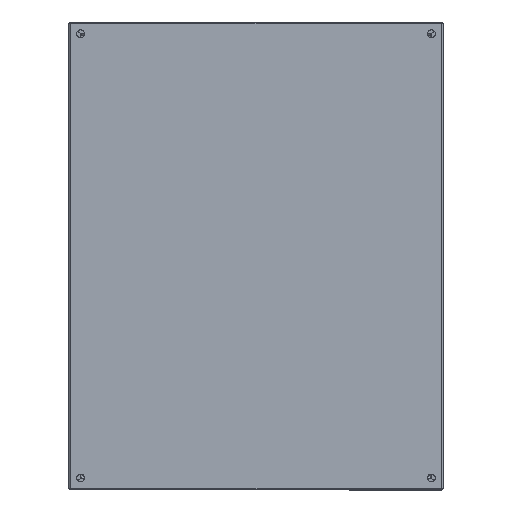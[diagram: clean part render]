
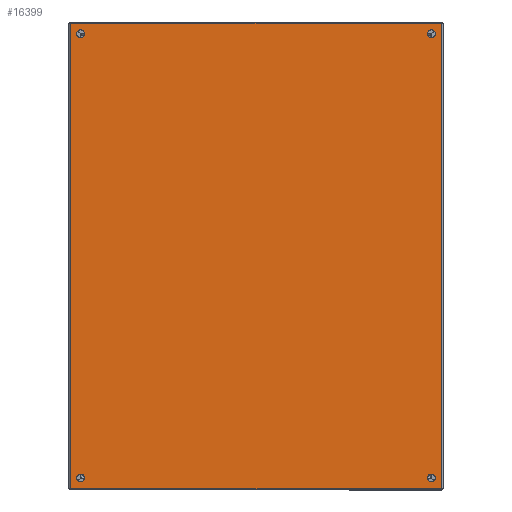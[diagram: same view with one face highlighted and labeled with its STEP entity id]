
A CAD part, top view. The second image highlights one B-rep face of the part: STEP entity #16399.
In plain terms, the highlighted face is planar.
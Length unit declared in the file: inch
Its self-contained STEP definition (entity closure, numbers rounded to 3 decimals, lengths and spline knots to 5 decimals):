
#434 = LINE ( 'NONE', #31866, #31880 ) ;
#757 = CARTESIAN_POINT ( 'NONE',  ( 0., 0.75, 14. ) ) ;
#1152 = DIRECTION ( 'NONE',  ( 0., 0., -1. ) ) ;
#1278 = DIRECTION ( 'NONE',  ( 1., 0., 0. ) ) ;
#1342 = DIRECTION ( 'NONE',  ( 1., 0., 0. ) ) ;
#1348 = DIRECTION ( 'NONE',  ( 1., 0., 0. ) ) ;
#1390 = DIRECTION ( 'NONE',  ( 1., 0., 0. ) ) ;
#1624 = CARTESIAN_POINT ( 'NONE',  ( 0., 23.25, 14.5 ) ) ;
#1819 = ORIENTED_EDGE ( 'NONE', *, *, #36356, .F. ) ;
#1900 = AXIS2_PLACEMENT_3D ( 'NONE', #9154, #3953, #9503 ) ;
#1909 = CARTESIAN_POINT ( 'NONE',  ( 0., 0.108, 14.928 ) ) ;
#2232 = ORIENTED_EDGE ( 'NONE', *, *, #28383, .T. ) ;
#2285 = DIRECTION ( 'NONE',  ( 0., 0., -1. ) ) ;
#2332 = ORIENTED_EDGE ( 'NONE', *, *, #25929, .T. ) ;
#2431 = AXIS2_PLACEMENT_3D ( 'NONE', #30591, #22157, #11437 ) ;
#2576 = VERTEX_POINT ( 'NONE', #34048 ) ;
#3366 = VERTEX_POINT ( 'NONE', #5752 ) ;
#3451 = AXIS2_PLACEMENT_3D ( 'NONE', #26646, #1342, #23923 ) ;
#3513 = CARTESIAN_POINT ( 'NONE',  ( 0., 0.75, -14.25 ) ) ;
#3542 = CARTESIAN_POINT ( 'NONE',  ( 0., 23.928, 14.928 ) ) ;
#3604 = EDGE_LOOP ( 'NONE', ( #24044, #19997 ) ) ;
#3953 = DIRECTION ( 'NONE',  ( 1., 0., 0. ) ) ;
#3974 = VERTEX_POINT ( 'NONE', #757 ) ;
#4999 = CARTESIAN_POINT ( 'NONE',  ( 0., 0.108, -14.928 ) ) ;
#5098 = CARTESIAN_POINT ( 'NONE',  ( 0., 23.25, 14. ) ) ;
#5752 = CARTESIAN_POINT ( 'NONE',  ( 0., 0.108, -14.928 ) ) ;
#5908 = EDGE_CURVE ( 'NONE', #32737, #30039, #33722, .T. ) ;
#6316 = AXIS2_PLACEMENT_3D ( 'NONE', #29278, #1348, #1152 ) ;
#7361 = EDGE_CURVE ( 'NONE', #2576, #9651, #19815, .T. ) ;
#7721 = ORIENTED_EDGE ( 'NONE', *, *, #24475, .F. ) ;
#7881 = CARTESIAN_POINT ( 'NONE',  ( 0., 23.25, 14.25 ) ) ;
#7913 = CIRCLE ( 'NONE', #17395, 0.25 ) ;
#8535 = CARTESIAN_POINT ( 'NONE',  ( 0., 0.75, -14. ) ) ;
#9154 = CARTESIAN_POINT ( 'NONE',  ( 0., 23.25, 14.25 ) ) ;
#9227 = CARTESIAN_POINT ( 'NONE',  ( 0., 0.75, -14.5 ) ) ;
#9439 = ORIENTED_EDGE ( 'NONE', *, *, #16910, .T. ) ;
#9503 = DIRECTION ( 'NONE',  ( 0., 0., -1. ) ) ;
#9651 = VERTEX_POINT ( 'NONE', #26244 ) ;
#9712 = VERTEX_POINT ( 'NONE', #1624 ) ;
#10214 = CIRCLE ( 'NONE', #1900, 0.25 ) ;
#11310 = DIRECTION ( 'NONE',  ( 0., 0., -1. ) ) ;
#11437 = DIRECTION ( 'NONE',  ( 0., 0., -1. ) ) ;
#11506 = DIRECTION ( 'NONE',  ( 1., 0., 0. ) ) ;
#11679 = DIRECTION ( 'NONE',  ( 0., 0., 1. ) ) ;
#11897 = CARTESIAN_POINT ( 'NONE',  ( 0., 0.75, 14.25 ) ) ;
#12134 = CIRCLE ( 'NONE', #27973, 0.25 ) ;
#12785 = ORIENTED_EDGE ( 'NONE', *, *, #7361, .T. ) ;
#12842 = CIRCLE ( 'NONE', #3451, 0.25 ) ;
#13342 = LINE ( 'NONE', #4999, #13845 ) ;
#13845 = VECTOR ( 'NONE', #23552, 39.37008 ) ;
#14469 = AXIS2_PLACEMENT_3D ( 'NONE', #20903, #25556, #15203 ) ;
#15075 = DIRECTION ( 'NONE',  ( 0., 1., 0. ) ) ;
#15203 = DIRECTION ( 'NONE',  ( 0., 0., -1. ) ) ;
#15604 = VERTEX_POINT ( 'NONE', #5098 ) ;
#15998 = FACE_BOUND ( 'NONE', #19491, .T. ) ;
#16040 = DIRECTION ( 'NONE',  ( 0., 0., -1. ) ) ;
#16399 = ADVANCED_FACE ( 'NONE', ( #34822, #29448, #26829, #15998, #32770 ), #32420, .F. ) ;
#16910 = EDGE_CURVE ( 'NONE', #30039, #32737, #25134, .T. ) ;
#17395 = AXIS2_PLACEMENT_3D ( 'NONE', #7881, #27215, #2285 ) ;
#18773 = CARTESIAN_POINT ( 'NONE',  ( 0., 23.892, 14.928 ) ) ;
#18956 = ORIENTED_EDGE ( 'NONE', *, *, #5908, .T. ) ;
#19491 = EDGE_LOOP ( 'NONE', ( #18956, #9439 ) ) ;
#19815 = CIRCLE ( 'NONE', #14469, 0.25 ) ;
#19997 = ORIENTED_EDGE ( 'NONE', *, *, #28110, .T. ) ;
#20020 = VECTOR ( 'NONE', #11679, 39.37008 ) ;
#20328 = AXIS2_PLACEMENT_3D ( 'NONE', #11897, #1278, #29033 ) ;
#20903 = CARTESIAN_POINT ( 'NONE',  ( 0., 23.25, -14.25 ) ) ;
#22157 = DIRECTION ( 'NONE',  ( 1., 0., 0. ) ) ;
#22763 = EDGE_CURVE ( 'NONE', #25075, #23491, #28857, .T. ) ;
#23056 = EDGE_LOOP ( 'NONE', ( #1819, #27554, #7721, #2332 ) ) ;
#23089 = VERTEX_POINT ( 'NONE', #36374 ) ;
#23153 = EDGE_CURVE ( 'NONE', #3974, #23089, #12134, .T. ) ;
#23491 = VERTEX_POINT ( 'NONE', #18773 ) ;
#23552 = DIRECTION ( 'NONE',  ( 0., 0., -1. ) ) ;
#23592 = EDGE_LOOP ( 'NONE', ( #2232, #30783 ) ) ;
#23923 = DIRECTION ( 'NONE',  ( 0., 0., -1. ) ) ;
#24044 = ORIENTED_EDGE ( 'NONE', *, *, #23153, .T. ) ;
#24440 = CIRCLE ( 'NONE', #20328, 0.25 ) ;
#24475 = EDGE_CURVE ( 'NONE', #32843, #23491, #28997, .T. ) ;
#25075 = VERTEX_POINT ( 'NONE', #1909 ) ;
#25134 = CIRCLE ( 'NONE', #34548, 0.25 ) ;
#25556 = DIRECTION ( 'NONE',  ( 1., 0., 0. ) ) ;
#25929 = EDGE_CURVE ( 'NONE', #32843, #3366, #434, .T. ) ;
#26244 = CARTESIAN_POINT ( 'NONE',  ( 0., 23.25, -14. ) ) ;
#26365 = CARTESIAN_POINT ( 'NONE',  ( 0., 23.892, -14.928 ) ) ;
#26646 = CARTESIAN_POINT ( 'NONE',  ( 0., 23.25, -14.25 ) ) ;
#26693 = CARTESIAN_POINT ( 'NONE',  ( 0., 0.75, 14.25 ) ) ;
#26829 = FACE_BOUND ( 'NONE', #23592, .T. ) ;
#27215 = DIRECTION ( 'NONE',  ( 1., 0., 0. ) ) ;
#27554 = ORIENTED_EDGE ( 'NONE', *, *, #22763, .T. ) ;
#27804 = EDGE_CURVE ( 'NONE', #9712, #15604, #10214, .T. ) ;
#27973 = AXIS2_PLACEMENT_3D ( 'NONE', #26693, #1390, #16040 ) ;
#28110 = EDGE_CURVE ( 'NONE', #23089, #3974, #24440, .T. ) ;
#28383 = EDGE_CURVE ( 'NONE', #15604, #9712, #7913, .T. ) ;
#28572 = VECTOR ( 'NONE', #15075, 39.37008 ) ;
#28857 = LINE ( 'NONE', #3542, #28572 ) ;
#28997 = LINE ( 'NONE', #31768, #20020 ) ;
#29033 = DIRECTION ( 'NONE',  ( 0., 0., -1. ) ) ;
#29278 = CARTESIAN_POINT ( 'NONE',  ( 0., 0.072, -14.928 ) ) ;
#29448 = FACE_BOUND ( 'NONE', #31515, .T. ) ;
#30039 = VERTEX_POINT ( 'NONE', #8535 ) ;
#30591 = CARTESIAN_POINT ( 'NONE',  ( 0., 0.75, -14.25 ) ) ;
#30596 = ORIENTED_EDGE ( 'NONE', *, *, #31203, .T. ) ;
#30783 = ORIENTED_EDGE ( 'NONE', *, *, #27804, .T. ) ;
#31203 = EDGE_CURVE ( 'NONE', #9651, #2576, #12842, .T. ) ;
#31302 = DIRECTION ( 'NONE',  ( 0., -1., 0. ) ) ;
#31515 = EDGE_LOOP ( 'NONE', ( #12785, #30596 ) ) ;
#31768 = CARTESIAN_POINT ( 'NONE',  ( 0., 23.892, 14.928 ) ) ;
#31866 = CARTESIAN_POINT ( 'NONE',  ( 0., 0.072, -14.928 ) ) ;
#31880 = VECTOR ( 'NONE', #31302, 39.37008 ) ;
#32420 = PLANE ( 'NONE',  #6316 ) ;
#32737 = VERTEX_POINT ( 'NONE', #9227 ) ;
#32770 = FACE_BOUND ( 'NONE', #3604, .T. ) ;
#32843 = VERTEX_POINT ( 'NONE', #26365 ) ;
#33722 = CIRCLE ( 'NONE', #2431, 0.25 ) ;
#34048 = CARTESIAN_POINT ( 'NONE',  ( 0., 23.25, -14.5 ) ) ;
#34548 = AXIS2_PLACEMENT_3D ( 'NONE', #3513, #11506, #11310 ) ;
#34822 = FACE_OUTER_BOUND ( 'NONE', #23056, .T. ) ;
#36356 = EDGE_CURVE ( 'NONE', #25075, #3366, #13342, .T. ) ;
#36374 = CARTESIAN_POINT ( 'NONE',  ( 0., 0.75, 14.5 ) ) ;
